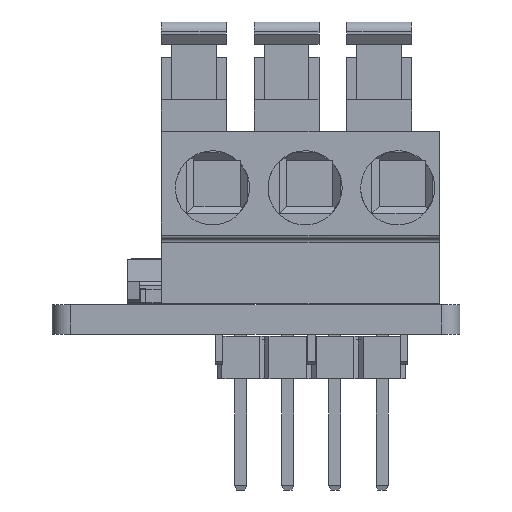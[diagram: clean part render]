
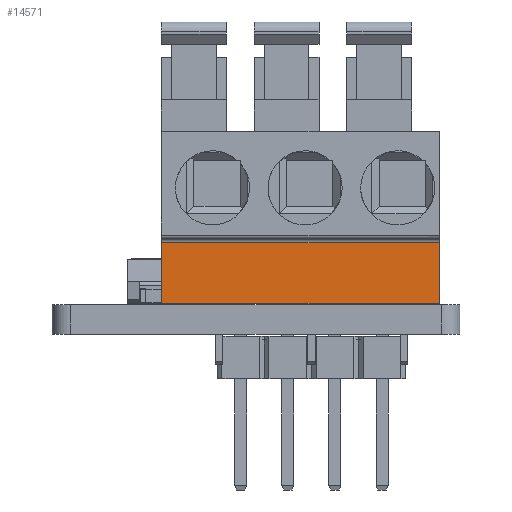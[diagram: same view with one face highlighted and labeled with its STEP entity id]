
A CAD part, front view. The second image highlights one B-rep face of the part: STEP entity #14571.
In plain terms, the highlighted free-form (B-spline) face has degree [1, 1] with [2, 2] control points.
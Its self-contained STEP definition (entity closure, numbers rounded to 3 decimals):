
#11997 = B_SPLINE_SURFACE_WITH_KNOTS('',1,1,(
    (#11998,#11999)
    ,(#12000,#12001
    )),.UNSPECIFIED.,.F.,.F.,.F.,(2,2),(2,2),(-9.3,4.),(0.,12.6),
  .PIECEWISE_BEZIER_KNOTS.);
#11998 = CARTESIAN_POINT('',(7.5,-6.3,0.));
#11999 = CARTESIAN_POINT('',(7.5,6.3,0.));
#12000 = CARTESIAN_POINT('',(7.5,-6.3,13.3));
#12001 = CARTESIAN_POINT('',(7.5,6.3,13.3));
#12773 = VERTEX_POINT('',#12774);
#12774 = CARTESIAN_POINT('',(7.5,5.2,3.3));
#12788 = ( BOUNDED_SURFACE() B_SPLINE_SURFACE(2,1,(
    (#12789,#12790)
    ,(#12791,#12792)
    ,(#12793,#12794
)),.UNSPECIFIED.,.F.,.F.,.F.) B_SPLINE_SURFACE_WITH_KNOTS((3,3),(2,2),(
    3.142,4.712),(-7.5,7.5),.PIECEWISE_BEZIER_KNOTS.) 
GEOMETRIC_REPRESENTATION_ITEM() RATIONAL_B_SPLINE_SURFACE((
    (1.,1.)
    ,(0.707,0.707)
,(1.,1.))) REPRESENTATION_ITEM('') SURFACE() );
#12789 = CARTESIAN_POINT('',(-7.5,5.4,3.5));
#12790 = CARTESIAN_POINT('',(7.5,5.4,3.5));
#12791 = CARTESIAN_POINT('',(-7.5,5.2,3.5));
#12792 = CARTESIAN_POINT('',(7.5,5.2,3.5));
#12793 = CARTESIAN_POINT('',(-7.5,5.2,3.3));
#12794 = CARTESIAN_POINT('',(7.5,5.2,3.3));
#12802 = EDGE_CURVE('',#12773,#12803,#12805,.T.);
#12803 = VERTEX_POINT('',#12804);
#12804 = CARTESIAN_POINT('',(7.5,5.2,0.));
#12805 = SURFACE_CURVE('',#12806,(#12809,#12815),.PCURVE_S1.);
#12806 = B_SPLINE_CURVE_WITH_KNOTS('',1,(#12807,#12808),.UNSPECIFIED.,
  .F.,.F.,(2,2),(0.2,3.5),.PIECEWISE_BEZIER_KNOTS.);
#12807 = CARTESIAN_POINT('',(7.5,5.2,3.3));
#12808 = CARTESIAN_POINT('',(7.5,5.2,0.));
#12809 = PCURVE('',#11997,#12810);
#12810 = DEFINITIONAL_REPRESENTATION('',(#12811),#12814);
#12811 = B_SPLINE_CURVE_WITH_KNOTS('',1,(#12812,#12813),.UNSPECIFIED.,
  .F.,.F.,(2,2),(0.2,3.5),.PIECEWISE_BEZIER_KNOTS.);
#12812 = CARTESIAN_POINT('',(-6.,11.5));
#12813 = CARTESIAN_POINT('',(-9.3,11.5));
#12814 = ( GEOMETRIC_REPRESENTATION_CONTEXT(2) 
PARAMETRIC_REPRESENTATION_CONTEXT() REPRESENTATION_CONTEXT('2D SPACE',''
  ) );
#12815 = PCURVE('',#12816,#12821);
#12816 = B_SPLINE_SURFACE_WITH_KNOTS('',1,1,(
    (#12817,#12818)
    ,(#12819,#12820
    )),.UNSPECIFIED.,.F.,.F.,.F.,(2,2),(2,2),(0.2,3.5),(0.,15.),
  .PIECEWISE_BEZIER_KNOTS.);
#12817 = CARTESIAN_POINT('',(-7.5,5.2,3.3));
#12818 = CARTESIAN_POINT('',(7.5,5.2,3.3));
#12819 = CARTESIAN_POINT('',(-7.5,5.2,0.));
#12820 = CARTESIAN_POINT('',(7.5,5.2,0.));
#12821 = DEFINITIONAL_REPRESENTATION('',(#12822),#12825);
#12822 = B_SPLINE_CURVE_WITH_KNOTS('',1,(#12823,#12824),.UNSPECIFIED.,
  .F.,.F.,(2,2),(0.2,3.5),.PIECEWISE_BEZIER_KNOTS.);
#12823 = CARTESIAN_POINT('',(0.2,15.));
#12824 = CARTESIAN_POINT('',(3.5,15.));
#12825 = ( GEOMETRIC_REPRESENTATION_CONTEXT(2) 
PARAMETRIC_REPRESENTATION_CONTEXT() REPRESENTATION_CONTEXT('2D SPACE',''
  ) );
#12841 = B_SPLINE_SURFACE_WITH_KNOTS('',1,1,(
    (#12842,#12843)
    ,(#12844,#12845
    )),.UNSPECIFIED.,.F.,.F.,.F.,(2,2),(2,2),(-7.5,7.5),(4.7,5.2),
  .PIECEWISE_BEZIER_KNOTS.);
#12842 = CARTESIAN_POINT('',(7.5,4.7,0.));
#12843 = CARTESIAN_POINT('',(7.5,5.2,0.));
#12844 = CARTESIAN_POINT('',(-7.5,4.7,0.));
#12845 = CARTESIAN_POINT('',(-7.5,5.2,0.));
#13079 = B_SPLINE_SURFACE_WITH_KNOTS('',1,1,(
    (#13080,#13081)
    ,(#13082,#13083
    )),.UNSPECIFIED.,.F.,.F.,.F.,(2,2),(2,2),(0.,9.3),(0.,12.6),
  .PIECEWISE_BEZIER_KNOTS.);
#13080 = CARTESIAN_POINT('',(-7.5,-6.3,9.3));
#13081 = CARTESIAN_POINT('',(-7.5,6.3,9.3));
#13082 = CARTESIAN_POINT('',(-7.5,-6.3,0.));
#13083 = CARTESIAN_POINT('',(-7.5,6.3,0.));
#13157 = VERTEX_POINT('',#13158);
#13158 = CARTESIAN_POINT('',(-7.5,5.2,0.));
#13176 = EDGE_CURVE('',#13177,#13157,#13179,.T.);
#13177 = VERTEX_POINT('',#13178);
#13178 = CARTESIAN_POINT('',(-7.5,5.2,3.3));
#13179 = SURFACE_CURVE('',#13180,(#13183,#13189),.PCURVE_S1.);
#13180 = B_SPLINE_CURVE_WITH_KNOTS('',1,(#13181,#13182),.UNSPECIFIED.,
  .F.,.F.,(2,2),(0.2,3.5),.PIECEWISE_BEZIER_KNOTS.);
#13181 = CARTESIAN_POINT('',(-7.5,5.2,3.3));
#13182 = CARTESIAN_POINT('',(-7.5,5.2,0.));
#13183 = PCURVE('',#13079,#13184);
#13184 = DEFINITIONAL_REPRESENTATION('',(#13185),#13188);
#13185 = B_SPLINE_CURVE_WITH_KNOTS('',1,(#13186,#13187),.UNSPECIFIED.,
  .F.,.F.,(2,2),(0.2,3.5),.PIECEWISE_BEZIER_KNOTS.);
#13186 = CARTESIAN_POINT('',(6.,11.5));
#13187 = CARTESIAN_POINT('',(9.3,11.5));
#13188 = ( GEOMETRIC_REPRESENTATION_CONTEXT(2) 
PARAMETRIC_REPRESENTATION_CONTEXT() REPRESENTATION_CONTEXT('2D SPACE',''
  ) );
#13189 = PCURVE('',#12816,#13190);
#13190 = DEFINITIONAL_REPRESENTATION('',(#13191),#13194);
#13191 = B_SPLINE_CURVE_WITH_KNOTS('',1,(#13192,#13193),.UNSPECIFIED.,
  .F.,.F.,(2,2),(0.2,3.5),.PIECEWISE_BEZIER_KNOTS.);
#13192 = CARTESIAN_POINT('',(0.2,0.));
#13193 = CARTESIAN_POINT('',(3.5,0.));
#13194 = ( GEOMETRIC_REPRESENTATION_CONTEXT(2) 
PARAMETRIC_REPRESENTATION_CONTEXT() REPRESENTATION_CONTEXT('2D SPACE',''
  ) );
#14285 = EDGE_CURVE('',#12803,#13157,#14286,.T.);
#14286 = SURFACE_CURVE('',#14287,(#14290,#14296),.PCURVE_S1.);
#14287 = B_SPLINE_CURVE_WITH_KNOTS('',1,(#14288,#14289),.UNSPECIFIED.,
  .F.,.F.,(2,2),(-15.,0.),.PIECEWISE_BEZIER_KNOTS.);
#14288 = CARTESIAN_POINT('',(7.5,5.2,0.));
#14289 = CARTESIAN_POINT('',(-7.5,5.2,0.));
#14290 = PCURVE('',#12841,#14291);
#14291 = DEFINITIONAL_REPRESENTATION('',(#14292),#14295);
#14292 = B_SPLINE_CURVE_WITH_KNOTS('',1,(#14293,#14294),.UNSPECIFIED.,
  .F.,.F.,(2,2),(-15.,0.),.PIECEWISE_BEZIER_KNOTS.);
#14293 = CARTESIAN_POINT('',(-7.5,5.2));
#14294 = CARTESIAN_POINT('',(7.5,5.2));
#14295 = ( GEOMETRIC_REPRESENTATION_CONTEXT(2) 
PARAMETRIC_REPRESENTATION_CONTEXT() REPRESENTATION_CONTEXT('2D SPACE',''
  ) );
#14296 = PCURVE('',#12816,#14297);
#14297 = DEFINITIONAL_REPRESENTATION('',(#14298),#14301);
#14298 = B_SPLINE_CURVE_WITH_KNOTS('',1,(#14299,#14300),.UNSPECIFIED.,
  .F.,.F.,(2,2),(-15.,0.),.PIECEWISE_BEZIER_KNOTS.);
#14299 = CARTESIAN_POINT('',(3.5,15.));
#14300 = CARTESIAN_POINT('',(3.5,0.));
#14301 = ( GEOMETRIC_REPRESENTATION_CONTEXT(2) 
PARAMETRIC_REPRESENTATION_CONTEXT() REPRESENTATION_CONTEXT('2D SPACE',''
  ) );
#14571 = ADVANCED_FACE('',(#14572),#12816,.F.);
#14572 = FACE_BOUND('',#14573,.T.);
#14573 = EDGE_LOOP('',(#14574,#14575,#14594,#14595));
#14574 = ORIENTED_EDGE('',*,*,#13176,.F.);
#14575 = ORIENTED_EDGE('',*,*,#14576,.T.);
#14576 = EDGE_CURVE('',#13177,#12773,#14577,.T.);
#14577 = SURFACE_CURVE('',#14578,(#14581,#14587),.PCURVE_S1.);
#14578 = B_SPLINE_CURVE_WITH_KNOTS('',1,(#14579,#14580),.UNSPECIFIED.,
  .F.,.F.,(2,2),(-15.,0.),.PIECEWISE_BEZIER_KNOTS.);
#14579 = CARTESIAN_POINT('',(-7.5,5.2,3.3));
#14580 = CARTESIAN_POINT('',(7.5,5.2,3.3));
#14581 = PCURVE('',#12816,#14582);
#14582 = DEFINITIONAL_REPRESENTATION('',(#14583),#14586);
#14583 = B_SPLINE_CURVE_WITH_KNOTS('',1,(#14584,#14585),.UNSPECIFIED.,
  .F.,.F.,(2,2),(-15.,0.),.PIECEWISE_BEZIER_KNOTS.);
#14584 = CARTESIAN_POINT('',(0.2,0.));
#14585 = CARTESIAN_POINT('',(0.2,15.));
#14586 = ( GEOMETRIC_REPRESENTATION_CONTEXT(2) 
PARAMETRIC_REPRESENTATION_CONTEXT() REPRESENTATION_CONTEXT('2D SPACE',''
  ) );
#14587 = PCURVE('',#12788,#14588);
#14588 = DEFINITIONAL_REPRESENTATION('',(#14589),#14593);
#14589 = B_SPLINE_CURVE_WITH_KNOTS('',2,(#14590,#14591,#14592),
  .UNSPECIFIED.,.F.,.F.,(3,3),(-15.,0.),.PIECEWISE_BEZIER_KNOTS.);
#14590 = CARTESIAN_POINT('',(4.712,-7.5));
#14591 = CARTESIAN_POINT('',(4.712,0.));
#14592 = CARTESIAN_POINT('',(4.712,7.5));
#14593 = ( GEOMETRIC_REPRESENTATION_CONTEXT(2) 
PARAMETRIC_REPRESENTATION_CONTEXT() REPRESENTATION_CONTEXT('2D SPACE',''
  ) );
#14594 = ORIENTED_EDGE('',*,*,#12802,.T.);
#14595 = ORIENTED_EDGE('',*,*,#14285,.T.);
